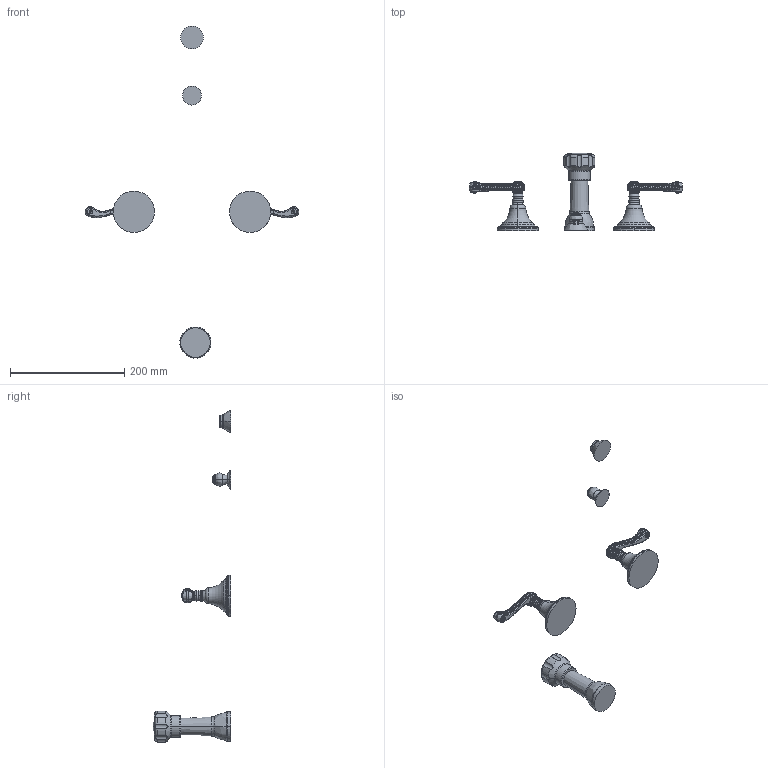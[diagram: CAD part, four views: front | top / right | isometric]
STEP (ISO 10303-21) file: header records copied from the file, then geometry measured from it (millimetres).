
FILE_DESCRIPTION((''),'2;1');
FILE_NAME('989','2021-01-25T15:02:03',('jinson.thomas'),(''),'CREO PARAMETRIC BY PTC INC, 2018400','CREO PARAMETRIC BY PTC INC, 2018400','');
FILE_SCHEMA(('CONFIG_CONTROL_DESIGN'));
Products named in the file (1): 989
Bounding box: 373.09 x 135.97 x 580.53 mm (x, y, z)
Volume: 396463.6 mm3; surface area: 69405.8 mm2
Topology: 5 solids, 5 shells, 1246 faces, 3166 edges, 2049 vertices
Faces by surface type: cylinder 282, plane 266, extrusion 203, torus 196, sphere 134, bspline 133, cone 32
Entity records: 64338 total; most frequent: CARTESIAN_POINT 37783, ORIENTED_EDGE 6312, DIRECTION 4007, EDGE_CURVE 3156, VERTEX_POINT 2049, B_SPLINE_CURVE_WITH_KNOTS 1971, AXIS2_PLACEMENT_3D 1506, EDGE_LOOP 1375
